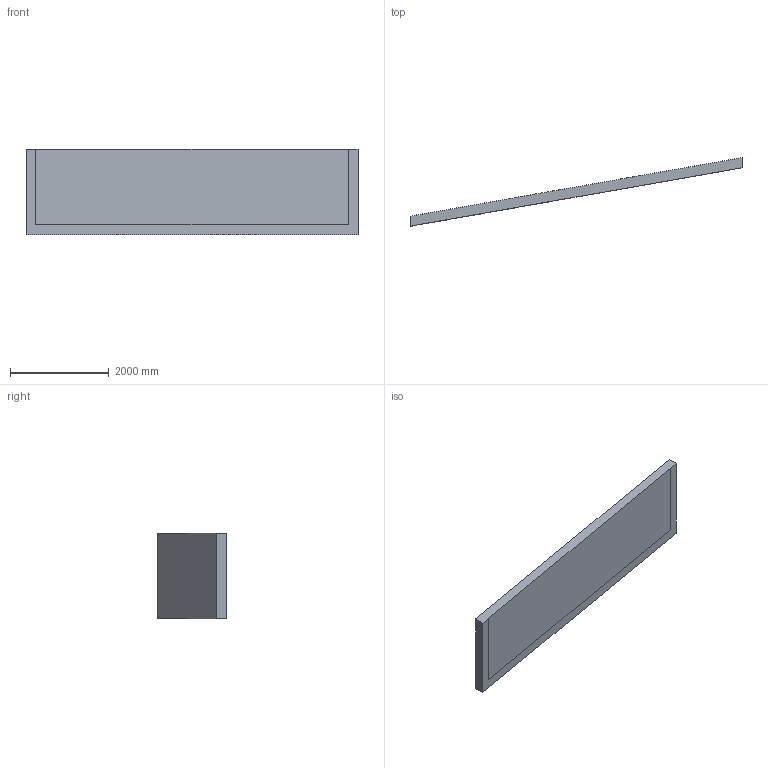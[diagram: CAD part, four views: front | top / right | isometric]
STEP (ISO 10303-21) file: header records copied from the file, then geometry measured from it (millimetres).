
FILE_DESCRIPTION(('Open CASCADE Model'),'2;1');
FILE_NAME('Open CASCADE Shape Model','2016-06-24T15:03:08',('Author'),( 'Open CASCADE'),'Open CASCADE STEP processor 6.5','Open CASCADE 6.5' ,'Unknown');
FILE_SCHEMA(('AUTOMOTIVE_DESIGN_CC2 { 1 2 10303 214 -1 1 5 4 }'));
Length unit declared in the file: millimetre
Products named in the file (1): Decomposed_convertedTest
Bounding box: 6718 x 1387.65 x 1723 mm (x, y, z)
Volume: 2350735758.3 mm3; surface area: 26935844 mm2
Topology: 1 solids, 1 shells, 7 faces, 17 edges, 12 vertices
Faces by surface type: plane 7
Entity records: 438 total; most frequent: CARTESIAN_POINT 71, DIRECTION 67, LINE 51, VECTOR 51, ORIENTED_EDGE 34, PCURVE 34, DEFINITIONAL_REPRESENTATION 34, EDGE_CURVE 17
